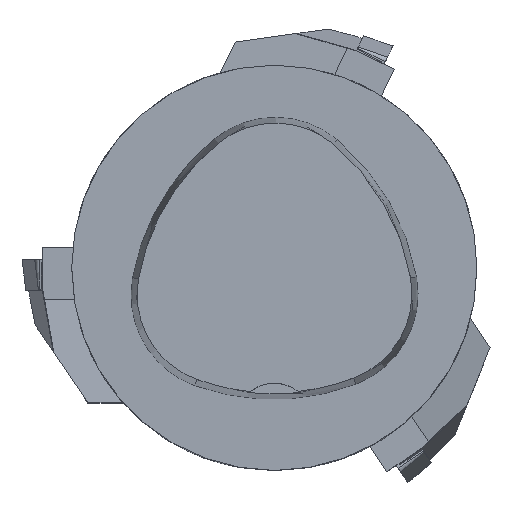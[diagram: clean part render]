
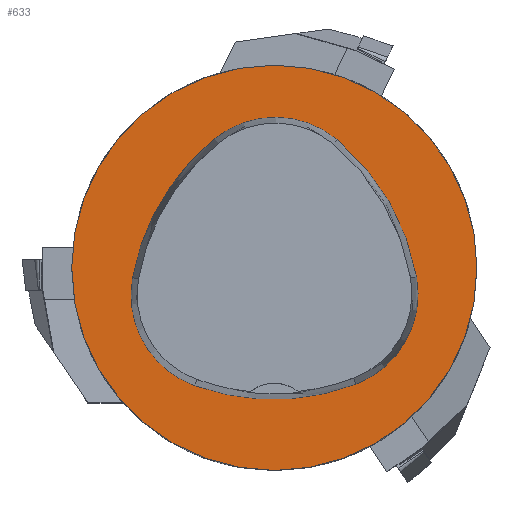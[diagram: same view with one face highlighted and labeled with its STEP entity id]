
A CAD part, top view. The second image highlights one B-rep face of the part: STEP entity #633.
In plain terms, the highlighted planar face has unit normal (0, 0, 1).
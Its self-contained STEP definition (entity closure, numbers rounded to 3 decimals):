
#191=PLANE('',#2085);
#529=FACE_BOUND('',#838,.T.);
#530=FACE_BOUND('',#839,.T.);
#633=ADVANCED_FACE('',(#529,#530),#191,.T.);
#838=EDGE_LOOP('',(#1162,#1163,#1164,#1165,#1166,#1167));
#839=EDGE_LOOP('',(#1168));
#1162=ORIENTED_EDGE('',*,*,#1705,.T.);
#1163=ORIENTED_EDGE('',*,*,#1685,.T.);
#1164=ORIENTED_EDGE('',*,*,#1689,.T.);
#1165=ORIENTED_EDGE('',*,*,#1692,.T.);
#1166=ORIENTED_EDGE('',*,*,#1695,.T.);
#1167=ORIENTED_EDGE('',*,*,#1703,.T.);
#1168=ORIENTED_EDGE('',*,*,#1676,.F.);
#1485=VERTEX_POINT('',#2979);
#1494=VERTEX_POINT('',#2998);
#1495=VERTEX_POINT('',#2999);
#1498=VERTEX_POINT('',#3007);
#1500=VERTEX_POINT('',#3013);
#1502=VERTEX_POINT('',#3019);
#1509=VERTEX_POINT('',#3040);
#1676=EDGE_CURVE('',#1485,#1485,#1835,.T.);
#1685=EDGE_CURVE('',#1494,#1495,#1836,.T.);
#1689=EDGE_CURVE('',#1495,#1498,#1838,.T.);
#1692=EDGE_CURVE('',#1498,#1500,#1840,.T.);
#1695=EDGE_CURVE('',#1500,#1502,#1842,.T.);
#1703=EDGE_CURVE('',#1502,#1509,#1846,.T.);
#1705=EDGE_CURVE('',#1509,#1494,#1848,.T.);
#1835=CIRCLE('',#2057,31.5);
#1836=CIRCLE('',#2063,36.);
#1838=CIRCLE('',#2066,15.);
#1840=CIRCLE('',#2069,36.);
#1842=CIRCLE('',#2072,15.);
#1846=CIRCLE('',#2077,36.);
#1848=CIRCLE('',#2080,15.);
#2057=AXIS2_PLACEMENT_3D('',#2978,#2374,#2375);
#2063=AXIS2_PLACEMENT_3D('',#2997,#2390,#2391);
#2066=AXIS2_PLACEMENT_3D('',#3006,#2398,#2399);
#2069=AXIS2_PLACEMENT_3D('',#3012,#2405,#2406);
#2072=AXIS2_PLACEMENT_3D('',#3018,#2412,#2413);
#2077=AXIS2_PLACEMENT_3D('',#3041,#2424,#2425);
#2080=AXIS2_PLACEMENT_3D('',#3044,#2430,#2431);
#2085=AXIS2_PLACEMENT_3D('',#3049,#2440,#2441);
#2374=DIRECTION('',(0.,0.,-1.));
#2375=DIRECTION('',(-1.,0.,0.));
#2390=DIRECTION('',(0.,0.,-1.));
#2391=DIRECTION('',(-1.,0.,0.));
#2398=DIRECTION('',(0.,0.,-1.));
#2399=DIRECTION('',(-1.,0.,0.));
#2405=DIRECTION('',(0.,0.,-1.));
#2406=DIRECTION('',(-1.,0.,0.));
#2412=DIRECTION('',(0.,0.,-1.));
#2413=DIRECTION('',(-1.,0.,0.));
#2424=DIRECTION('',(0.,0.,-1.));
#2425=DIRECTION('',(-1.,0.,0.));
#2430=DIRECTION('',(0.,0.,-1.));
#2431=DIRECTION('',(-1.,0.,0.));
#2440=DIRECTION('',(0.,0.,1.));
#2441=DIRECTION('',(1.,0.,0.));
#2978=CARTESIAN_POINT('',(0.,0.,0.));
#2979=CARTESIAN_POINT('',(-31.5,0.,0.));
#2997=CARTESIAN_POINT('',(13.398,-7.893,0.));
#2998=CARTESIAN_POINT('',(-22.041,-1.562,0.));
#2999=CARTESIAN_POINT('',(-9.317,20.036,0.));
#3006=CARTESIAN_POINT('',(0.148,8.399,0.));
#3007=CARTESIAN_POINT('',(9.779,19.898,0.));
#3012=CARTESIAN_POINT('',(-13.337,-7.7,0.));
#3013=CARTESIAN_POINT('',(22.122,-1.48,0.));
#3018=CARTESIAN_POINT('',(7.347,-4.071,0.));
#3019=CARTESIAN_POINT('',(12.693,-18.087,0.));
#3040=CARTESIAN_POINT('',(-12.373,-18.307,0.));
#3041=CARTESIAN_POINT('',(-0.137,15.55,0.));
#3044=CARTESIAN_POINT('',(-7.275,-4.2,0.));
#3049=CARTESIAN_POINT('',(0.,0.,0.));
